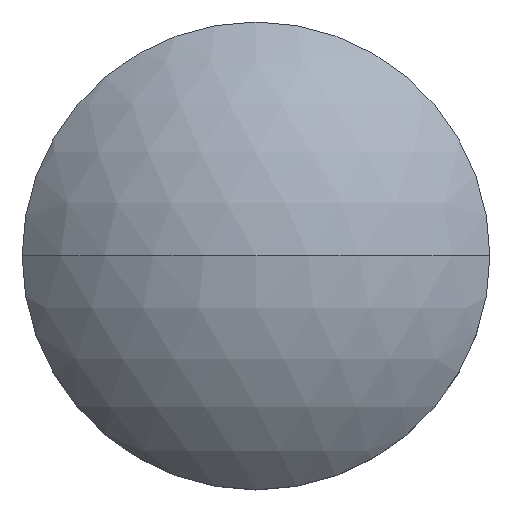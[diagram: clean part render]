
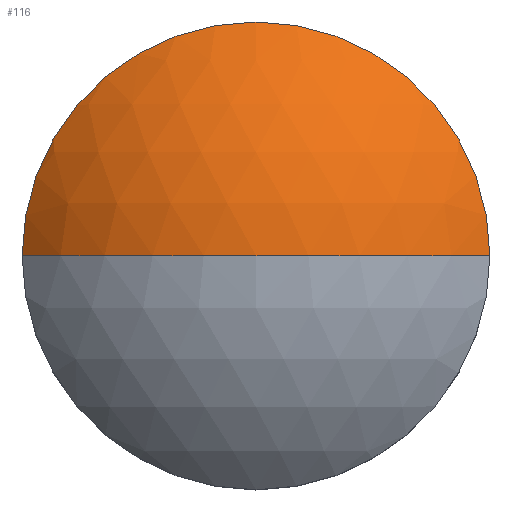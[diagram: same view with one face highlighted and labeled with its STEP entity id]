
A CAD part, top view. The second image highlights one B-rep face of the part: STEP entity #116.
In plain terms, the highlighted spherical face has radius 16.892 mm.
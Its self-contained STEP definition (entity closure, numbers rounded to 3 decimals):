
#13 = CARTESIAN_POINT ( 'NONE',  ( 0., 0., -3.392 ) ) ;
#14 = SPHERICAL_SURFACE ( 'NONE', #117, 16.892 ) ;
#16 = CARTESIAN_POINT ( 'NONE',  ( 0., 0., 7.97 ) ) ;
#27 = AXIS2_PLACEMENT_3D ( 'NONE', #13, #76, #134 ) ;
#31 = DIRECTION ( 'NONE',  ( 0., -1., 0. ) ) ;
#37 = AXIS2_PLACEMENT_3D ( 'NONE', #16, #166, #138 ) ;
#38 = ORIENTED_EDGE ( 'NONE', *, *, #147, .T. ) ;
#40 = VERTEX_POINT ( 'NONE', #81 ) ;
#43 = DIRECTION ( 'NONE',  ( -1., 0., 0. ) ) ;
#44 = ORIENTED_EDGE ( 'NONE', *, *, #108, .F. ) ;
#49 = CARTESIAN_POINT ( 'NONE',  ( 0., 0., -3.392 ) ) ;
#52 = CIRCLE ( 'NONE', #69, 16.892 ) ;
#60 = DIRECTION ( 'NONE',  ( 1., 0., 0. ) ) ;
#62 = CARTESIAN_POINT ( 'NONE',  ( 12.5, 0., 7.97 ) ) ;
#69 = AXIS2_PLACEMENT_3D ( 'NONE', #169, #31, #60 ) ;
#71 = ORIENTED_EDGE ( 'NONE', *, *, #113, .T. ) ;
#73 = EDGE_LOOP ( 'NONE', ( #44, #71, #38 ) ) ;
#74 = CARTESIAN_POINT ( 'NONE',  ( 0., 0., 13.5 ) ) ;
#76 = DIRECTION ( 'NONE',  ( 0., 1., 0. ) ) ;
#77 = CIRCLE ( 'NONE', #27, 16.892 ) ;
#81 = CARTESIAN_POINT ( 'NONE',  ( -12.5, 0., 7.97 ) ) ;
#89 = CIRCLE ( 'NONE', #37, 12.5 ) ;
#108 = EDGE_CURVE ( 'NONE', #170, #184, #52, .T. ) ;
#111 = FACE_OUTER_BOUND ( 'NONE', #73, .T. ) ;
#113 = EDGE_CURVE ( 'NONE', #170, #40, #89, .T. ) ;
#116 = ADVANCED_FACE ( 'NONE', ( #111 ), #14, .T. ) ;
#117 = AXIS2_PLACEMENT_3D ( 'NONE', #49, #213, #43 ) ;
#134 = DIRECTION ( 'NONE',  ( 0., 0., 1. ) ) ;
#138 = DIRECTION ( 'NONE',  ( 1., 0., 0. ) ) ;
#147 = EDGE_CURVE ( 'NONE', #40, #184, #77, .T. ) ;
#166 = DIRECTION ( 'NONE',  ( 0., 0., 1. ) ) ;
#169 = CARTESIAN_POINT ( 'NONE',  ( 0., 0., -3.392 ) ) ;
#170 = VERTEX_POINT ( 'NONE', #62 ) ;
#184 = VERTEX_POINT ( 'NONE', #74 ) ;
#213 = DIRECTION ( 'NONE',  ( 0., -1., 0. ) ) ;
